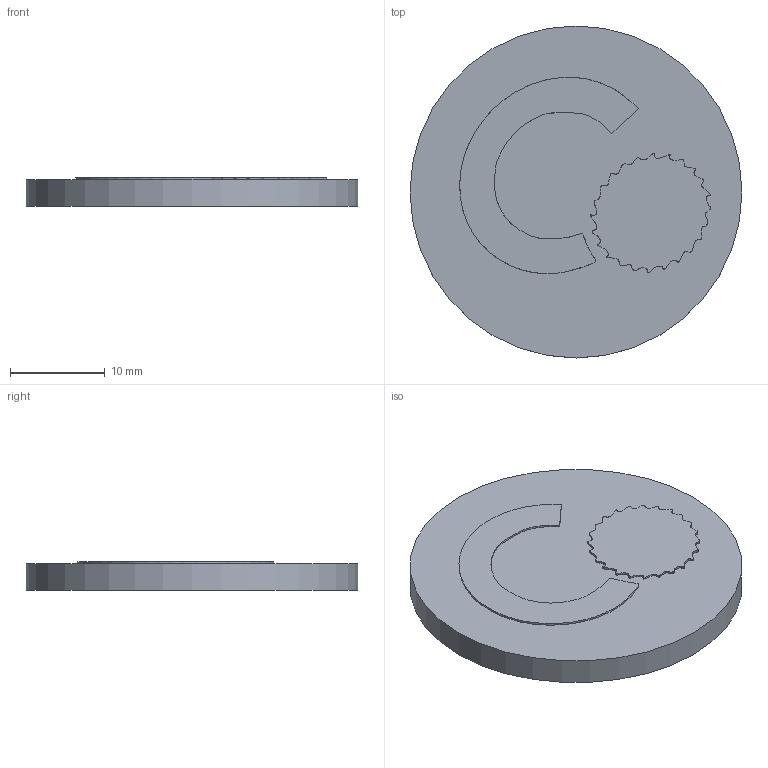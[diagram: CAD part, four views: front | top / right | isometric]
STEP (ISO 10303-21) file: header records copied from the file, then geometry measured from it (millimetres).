
FILE_DESCRIPTION(/* description */ (''),/* implementation_level */ '2;1');
FILE_NAME(/* name */ 'dishwasher magnet_v2.step',/* time_stamp */ '2020-09-19T14:44:03+02:00',/* author */ (''),/* organization */ (''),/* preprocessor_version */ 'ST-DEVELOPER v18.1',/* originating_system */ 'Autodesk Translation Framework v9.3.0.1241',/* authorisation */ '');
FILE_SCHEMA (('AUTOMOTIVE_DESIGN { 1 0 10303 214 3 1 1 }'));
Length unit declared in the file: millimetre
Products named in the file (1): dishwasher magnet
Bounding box: 35 x 35 x 3 mm (x, y, z)
Volume: 2557.1 mm3; surface area: 2586.8 mm2
Topology: 1 solids, 9 shells, 169 faces, 441 edges, 294 vertices
Faces by surface type: bspline 130, plane 30, cylinder 9
Full cylindrical faces by diameter (mm): 3.3 x8, 35 x1
Entity records: 5924 total; most frequent: CARTESIAN_POINT 2629, ORIENTED_EDGE 882, EDGE_CURVE 441, VERTEX_POINT 294, DIRECTION 279, B_SPLINE_CURVE_WITH_KNOTS 260, EDGE_LOOP 173, FACE_OUTER_BOUND 169
